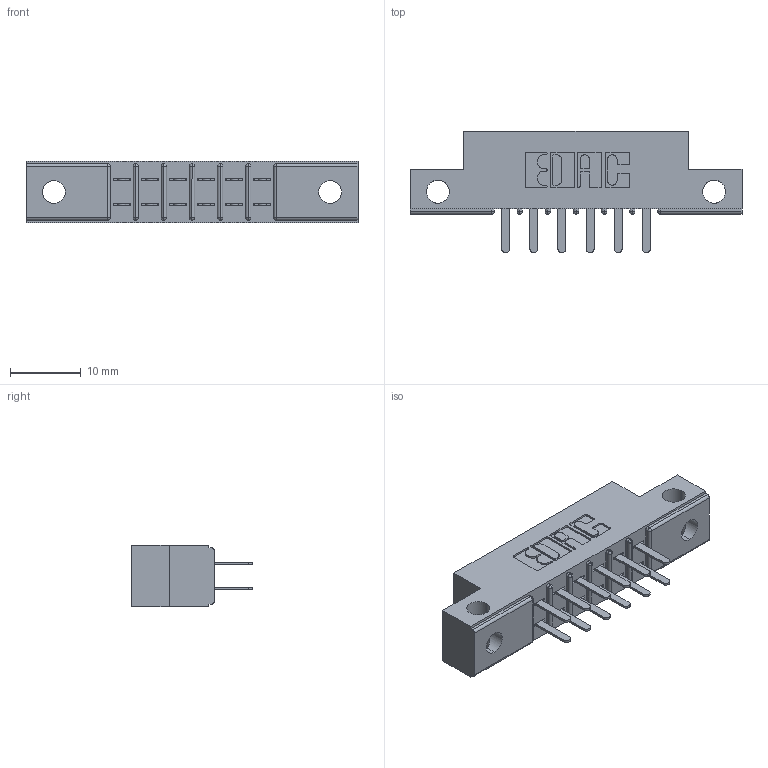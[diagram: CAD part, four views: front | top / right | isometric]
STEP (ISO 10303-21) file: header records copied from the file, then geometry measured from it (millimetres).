
FILE_DESCRIPTION (( 'STEP AP203' ), '1' );
FILE_NAME ('315-012-520-212.STEP', '2020-09-20T01:38:55', ( '' ), ( '' ), 'SwSTEP 2.0', 'SolidWorks 2020', '' );
FILE_SCHEMA (( 'CONFIG_CONTROL_DESIGN' ));
Length unit declared in the file: inch
Products named in the file (3): 305-290-001_520; 305 Part_.128 Dia; 315-012-520-212
Assembly tree (13 placements, depth 2):
  315-012-520-212
    305 Part_.128 Dia
    305-290-001_520  x12
Bounding box: 46.79 x 17.09 x 8.71 mm (x, y, z)
Volume: 2826.2 mm3; surface area: 4389.9 mm2
Topology: 13 solids, 13 shells, 680 faces, 1930 edges, 1248 vertices
Faces by surface type: plane 392, cylinder 264, sphere 24
Entity records: 11165 total; most frequent: CARTESIAN_POINT 1896, ORIENTED_EDGE 1832, DIRECTION 1802, EDGE_CURVE 916, LINE 686, VECTOR 686, VERTEX_POINT 588, AXIS2_PLACEMENT_3D 558
